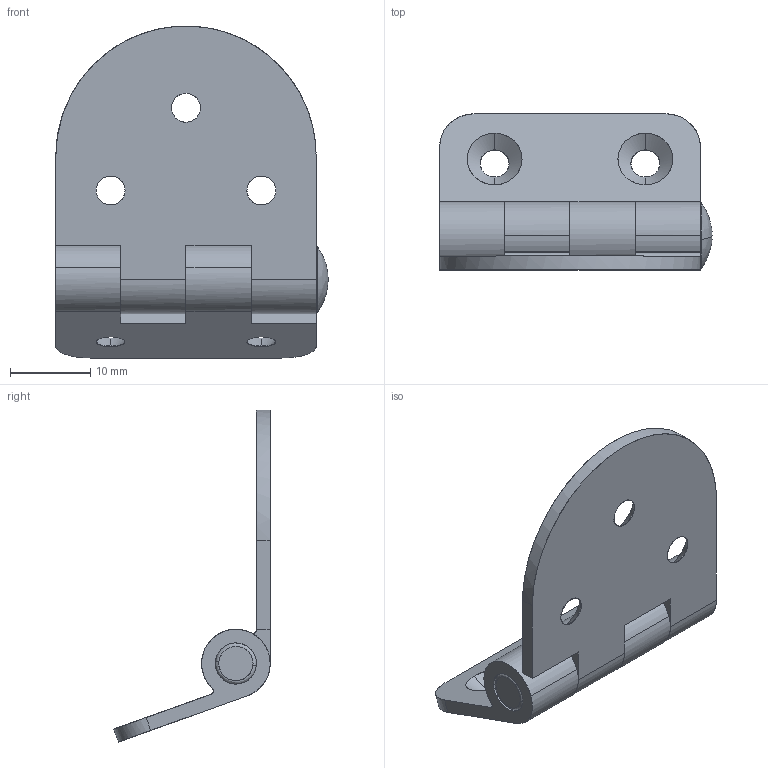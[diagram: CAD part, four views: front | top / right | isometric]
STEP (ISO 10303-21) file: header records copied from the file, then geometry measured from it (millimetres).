
FILE_DESCRIPTION(('FreeCAD Model'),'2;1');
FILE_NAME('Open CASCADE Shape Model','2025-04-29T18:15:03',('FreeCAD'),( 'FreeCAD'),'Open CASCADE STEP processor 7.6','FreeCAD','Unknown');
FILE_SCHEMA(('AUTOMOTIVE_DESIGN { 1 0 10303 214 1 1 1 1 }'));
Length unit declared in the file: millimetre
Products named in the file (1): Open CASCADE STEP translator 7.6 1
Bounding box: 33.94 x 19.48 x 41.37 mm (x, y, z)
Surface area: 4959.7 mm2 (no closed solid volume)
Topology: 0 solids, 80 shells, 80 faces, 1356 edges, 1353 vertices
Faces by surface type: bspline 80
Entity records: 11778 total; most frequent: CARTESIAN_POINT 6025, ORIENTED_EDGE 1353, EDGE_CURVE 1353, VERTEX_POINT 1353, B_SPLINE_CURVE_WITH_KNOTS 1220, FACE_BOUND 99, EDGE_LOOP 99, SHELL_BASED_SURFACE_MODEL 80
